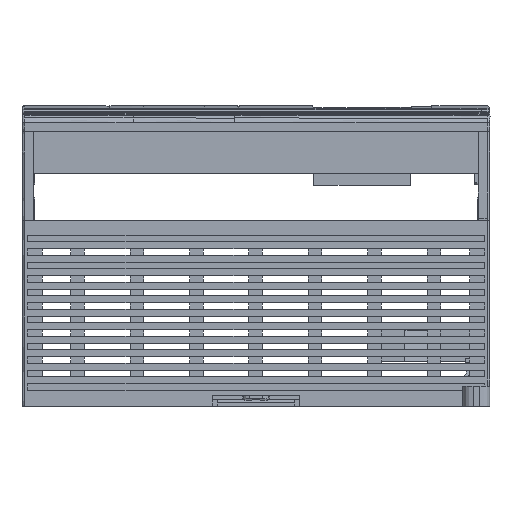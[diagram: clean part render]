
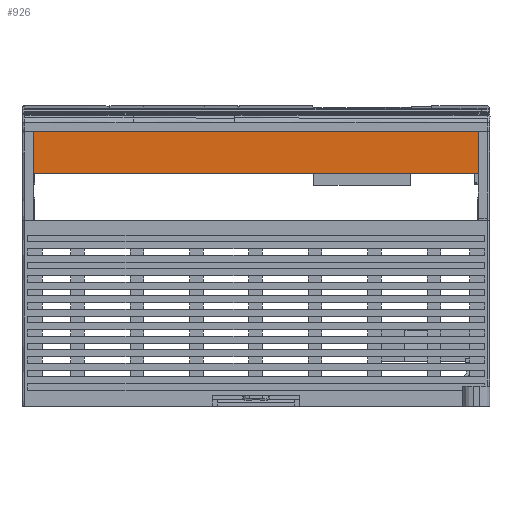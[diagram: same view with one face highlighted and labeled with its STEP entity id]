
A CAD part, front view. The second image highlights one B-rep face of the part: STEP entity #926.
In plain terms, the highlighted free-form (B-spline) face has degree [1, 1] with [2, 2] control points.
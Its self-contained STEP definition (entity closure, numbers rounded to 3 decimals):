
#926=ADVANCED_FACE('',(#4038),#117884,.T.);
#4038=FACE_OUTER_BOUND('',#7169,.T.);
#7169=EDGE_LOOP('',(#12499,#12500,#12501,#12502));
#12499=ORIENTED_EDGE('',*,*,#77348,.T.);
#12500=ORIENTED_EDGE('',*,*,#77349,.T.);
#12501=ORIENTED_EDGE('',*,*,#77290,.F.);
#12502=ORIENTED_EDGE('',*,*,#77076,.F.);
#32071=PCURVE('',#117807,#50347);
#32544=PCURVE('',#117870,#50820);
#32638=PCURVE('',#117884,#50914);
#32639=PCURVE('',#117884,#50915);
#32640=PCURVE('',#117884,#50916);
#32641=PCURVE('',#117884,#50917);
#32642=PCURVE('',#117885,#50918);
#33166=PCURVE('',#117945,#51442);
#50347=DEFINITIONAL_REPRESENTATION('',(#87564),#228909);
#50820=DEFINITIONAL_REPRESENTATION('',(#88167),#228909);
#50914=DEFINITIONAL_REPRESENTATION('',(#88311),#228909);
#50915=DEFINITIONAL_REPRESENTATION('',(#88313),#228909);
#50916=DEFINITIONAL_REPRESENTATION('',(#88314),#228909);
#50917=DEFINITIONAL_REPRESENTATION('',(#88315),#228909);
#50918=DEFINITIONAL_REPRESENTATION('',(#88316),#228909);
#51442=DEFINITIONAL_REPRESENTATION('',(#89089),#228909);
#67938=SURFACE_CURVE('',#87563,(#32071,#32641),.PCURVE_S1.);
#68152=SURFACE_CURVE('',#88166,(#32544,#32640),.PCURVE_S1.);
#68210=SURFACE_CURVE('',#88310,(#32638,#33166),.PCURVE_S1.);
#68211=SURFACE_CURVE('',#88312,(#32639,#32642),.PCURVE_S1.);
#77076=EDGE_CURVE('',#111502,#111503,#67938,.T.);
#77290=EDGE_CURVE('',#111503,#111638,#68152,.T.);
#77348=EDGE_CURVE('',#111502,#111681,#68210,.T.);
#77349=EDGE_CURVE('',#111681,#111638,#68211,.T.);
#87563=B_SPLINE_CURVE_WITH_KNOTS('',1,(#143154,#143155),.UNSPECIFIED.,.F.,
 .F.,(2,2),(-131.9,0.),.UNSPECIFIED.);
#87564=B_SPLINE_CURVE_WITH_KNOTS('',1,(#143156,#143157),.UNSPECIFIED.,.F.,
 .F.,(2,2),(-131.9,0.),.UNSPECIFIED.);
#88166=B_SPLINE_CURVE_WITH_KNOTS('',1,(#145053,#145054),.UNSPECIFIED.,.F.,
 .F.,(2,2),(-13.631,0.),.UNSPECIFIED.);
#88167=B_SPLINE_CURVE_WITH_KNOTS('',1,(#145055,#145056),.UNSPECIFIED.,.F.,
 .F.,(2,2),(-13.631,0.),.UNSPECIFIED.);
#88310=B_SPLINE_CURVE_WITH_KNOTS('',1,(#145401,#145402),.UNSPECIFIED.,.F.,
 .F.,(2,2),(0.,13.631),.UNSPECIFIED.);
#88311=B_SPLINE_CURVE_WITH_KNOTS('',1,(#145403,#145404),.UNSPECIFIED.,.F.,
 .F.,(2,2),(0.,13.631),.UNSPECIFIED.);
#88312=B_SPLINE_CURVE_WITH_KNOTS('',1,(#145405,#145406),.UNSPECIFIED.,.F.,
 .F.,(2,2),(0.,131.9),.UNSPECIFIED.);
#88313=B_SPLINE_CURVE_WITH_KNOTS('',1,(#145407,#145408),.UNSPECIFIED.,.F.,
 .F.,(2,2),(0.,131.9),.UNSPECIFIED.);
#88314=B_SPLINE_CURVE_WITH_KNOTS('',1,(#145409,#145410),.UNSPECIFIED.,.F.,
 .F.,(2,2),(-13.631,0.),.UNSPECIFIED.);
#88315=B_SPLINE_CURVE_WITH_KNOTS('',1,(#145411,#145412),.UNSPECIFIED.,.F.,
 .F.,(2,2),(-131.9,0.),.UNSPECIFIED.);
#88316=B_SPLINE_CURVE_WITH_KNOTS('',1,(#145413,#145414),.UNSPECIFIED.,.F.,
 .F.,(2,2),(0.,131.9),.UNSPECIFIED.);
#89089=B_SPLINE_CURVE_WITH_KNOTS('',1,(#148164,#148165),.UNSPECIFIED.,.F.,
 .F.,(2,2),(0.,13.631),.UNSPECIFIED.);
#111502=VERTEX_POINT('',#135496);
#111503=VERTEX_POINT('',#135497);
#111638=VERTEX_POINT('',#135632);
#111681=VERTEX_POINT('',#135675);
#117807=B_SPLINE_SURFACE_WITH_KNOTS('',1,1,((#124227,#124228),(#124229,
#124230)),.UNSPECIFIED.,.F.,.F.,.F.,(2,2),(2,2),(-4.214,1.09),
(-34.249,129.314),.UNSPECIFIED.);
#117870=B_SPLINE_SURFACE_WITH_KNOTS('',1,1,((#124895,#124896),(#124897,
#124898)),.UNSPECIFIED.,.F.,.F.,.F.,(2,2),(2,2),(-23.728,0.483),
(-1.129,35.677),.UNSPECIFIED.);
#117884=B_SPLINE_SURFACE_WITH_KNOTS('',1,1,((#125003,#125004),(#125005,
#125006)),.UNSPECIFIED.,.F.,.F.,.F.,(2,2),(2,2),(-17.628,1.15),
(-34.25,126.43),.UNSPECIFIED.);
#117885=B_SPLINE_SURFACE_WITH_KNOTS('',1,1,((#125007,#125008),(#125009,
#125010)),.UNSPECIFIED.,.F.,.F.,.F.,(2,2),(2,2),(-126.43,34.25),
(-1.14,1.86),.UNSPECIFIED.);
#117945=B_SPLINE_SURFACE_WITH_KNOTS('',1,1,((#126609,#126610),(#126611,
#126612)),.UNSPECIFIED.,.F.,.F.,.F.,(2,2),(2,2),(-35.677,1.129),
(-0.483,23.727),.UNSPECIFIED.);
#124227=CARTESIAN_POINT('',(-66.771,-83.153,24.41));
#124228=CARTESIAN_POINT('',(96.791,-83.153,24.41));
#124229=CARTESIAN_POINT('',(-66.771,-77.849,24.411));
#124230=CARTESIAN_POINT('',(96.791,-77.849,24.411));
#124895=CARTESIAN_POINT('',(-50.939,-102.28,6.262));
#124896=CARTESIAN_POINT('',(-50.939,-102.285,43.068));
#124897=CARTESIAN_POINT('',(-50.939,-78.07,6.265));
#124898=CARTESIAN_POINT('',(-50.939,-78.075,43.071));
#125003=CARTESIAN_POINT('',(-65.329,-81.236,40.614));
#125004=CARTESIAN_POINT('',(95.351,-81.236,40.614));
#125005=CARTESIAN_POINT('',(-65.329,-81.069,21.837));
#125006=CARTESIAN_POINT('',(95.351,-81.069,21.837));
#125007=CARTESIAN_POINT('',(95.351,-82.963,38.04));
#125008=CARTESIAN_POINT('',(95.351,-79.963,38.041));
#125009=CARTESIAN_POINT('',(-65.329,-82.963,38.04));
#125010=CARTESIAN_POINT('',(-65.329,-79.963,38.041));
#126609=CARTESIAN_POINT('',(80.961,-78.075,43.071));
#126610=CARTESIAN_POINT('',(80.961,-102.285,43.068));
#126611=CARTESIAN_POINT('',(80.961,-78.07,6.265));
#126612=CARTESIAN_POINT('',(80.961,-102.28,6.262));
#135496=CARTESIAN_POINT('',(80.961,-81.092,24.411));
#135497=CARTESIAN_POINT('',(-50.939,-81.092,24.411));
#135632=CARTESIAN_POINT('',(-50.939,-81.213,38.041));
#135675=CARTESIAN_POINT('',(80.961,-81.213,38.041));
#143154=CARTESIAN_POINT('',(80.961,-81.092,24.411));
#143155=CARTESIAN_POINT('',(-50.939,-81.092,24.411));
#143156=CARTESIAN_POINT('',(-2.153,113.483));
#143157=CARTESIAN_POINT('',(-2.153,-18.417));
#145053=CARTESIAN_POINT('',(-50.939,-81.092,24.411));
#145054=CARTESIAN_POINT('',(-50.939,-81.213,38.041));
#145055=CARTESIAN_POINT('',(-2.537,17.017));
#145056=CARTESIAN_POINT('',(-2.656,30.647));
#145401=CARTESIAN_POINT('',(80.961,-81.092,24.411));
#145402=CARTESIAN_POINT('',(80.961,-81.213,38.041));
#145403=CARTESIAN_POINT('',(-1.424,112.04));
#145404=CARTESIAN_POINT('',(-15.054,112.04));
#145405=CARTESIAN_POINT('',(80.961,-81.213,38.041));
#145406=CARTESIAN_POINT('',(-50.939,-81.213,38.041));
#145407=CARTESIAN_POINT('',(-15.054,112.04));
#145408=CARTESIAN_POINT('',(-15.054,-19.86));
#145409=CARTESIAN_POINT('',(-1.424,-19.86));
#145410=CARTESIAN_POINT('',(-15.054,-19.86));
#145411=CARTESIAN_POINT('',(-1.424,112.04));
#145412=CARTESIAN_POINT('',(-1.424,-19.86));
#145413=CARTESIAN_POINT('',(-112.04,0.61));
#145414=CARTESIAN_POINT('',(19.86,0.61));
#148164=CARTESIAN_POINT('',(-17.017,2.537));
#148165=CARTESIAN_POINT('',(-30.647,2.656));
#228909=(
GEOMETRIC_REPRESENTATION_CONTEXT(2)
PARAMETRIC_REPRESENTATION_CONTEXT()
REPRESENTATION_CONTEXT('pspace','')
);
